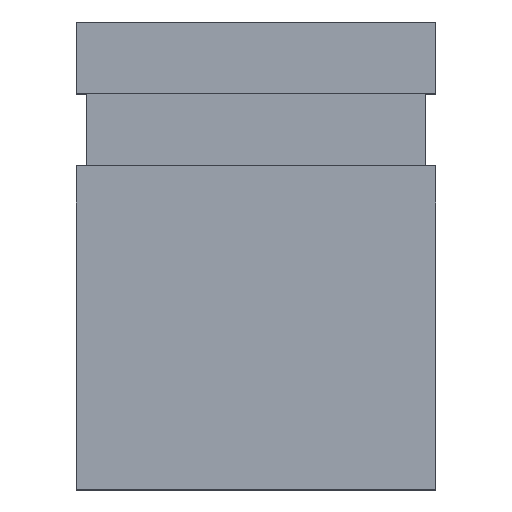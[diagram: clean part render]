
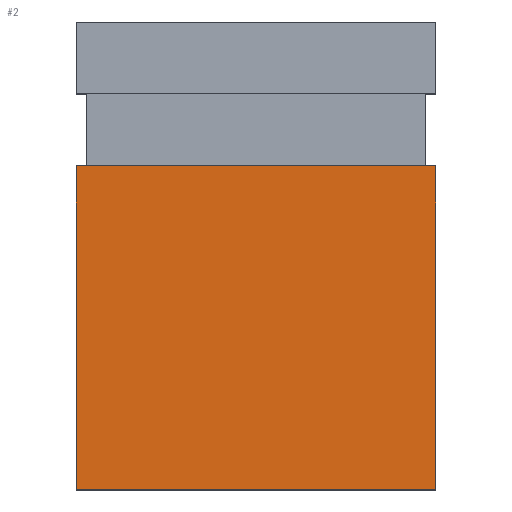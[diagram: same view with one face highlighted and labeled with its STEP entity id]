
A CAD part, top view. The second image highlights one B-rep face of the part: STEP entity #2.
In plain terms, the highlighted planar face has unit normal (0, 0, 1).
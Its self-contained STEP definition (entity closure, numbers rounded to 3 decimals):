
#2 = ADVANCED_FACE ( 'NONE', ( #263 ), #262, .T. ) ;
#4 = EDGE_LOOP ( 'NONE', ( #9, #13, #6, #7 ) ) ;
#6 = ORIENTED_EDGE ( 'NONE', *, *, #137, .T. ) ;
#7 = ORIENTED_EDGE ( 'NONE', *, *, #8, .T. ) ;
#8 = EDGE_CURVE ( 'NONE', #139, #159, #253, .T. ) ;
#9 = ORIENTED_EDGE ( 'NONE', *, *, #158, .T. ) ;
#13 = ORIENTED_EDGE ( 'NONE', *, *, #14, .T. ) ;
#14 = EDGE_CURVE ( 'NONE', #156, #138, #126, .T. ) ;
#123 = DIRECTION ( 'NONE',  ( -1., 0., 0. ) ) ;
#124 = VECTOR ( 'NONE', #123, 1000. ) ;
#125 = CARTESIAN_POINT ( 'NONE',  ( -2.5, 1.25, 1.175 ) ) ;
#126 = LINE ( 'NONE', #125, #124 ) ;
#137 = EDGE_CURVE ( 'NONE', #138, #139, #498, .T. ) ;
#138 = VERTEX_POINT ( 'NONE', #552 ) ;
#139 = VERTEX_POINT ( 'NONE', #551 ) ;
#156 = VERTEX_POINT ( 'NONE', #312 ) ;
#158 = EDGE_CURVE ( 'NONE', #159, #156, #311, .T. ) ;
#159 = VERTEX_POINT ( 'NONE', #490 ) ;
#250 = DIRECTION ( 'NONE',  ( 1., 0., 0. ) ) ;
#251 = VECTOR ( 'NONE', #250, 1000. ) ;
#252 = CARTESIAN_POINT ( 'NONE',  ( -2.5, -3.25, 1.175 ) ) ;
#253 = LINE ( 'NONE', #252, #251 ) ;
#258 = DIRECTION ( 'NONE',  ( 1., 0., 0. ) ) ;
#259 = DIRECTION ( 'NONE',  ( 0., 0., 1. ) ) ;
#260 = CARTESIAN_POINT ( 'NONE',  ( -2.5, -3.25, 1.175 ) ) ;
#261 = AXIS2_PLACEMENT_3D ( 'NONE', #260, #259, #258 ) ;
#262 = PLANE ( 'NONE',  #261 ) ;
#263 = FACE_OUTER_BOUND ( 'NONE', #4, .T. ) ;
#309 = VECTOR ( 'NONE', #491, 1000. ) ;
#310 = CARTESIAN_POINT ( 'NONE',  ( 2.5, 3.25, 1.175 ) ) ;
#311 = LINE ( 'NONE', #310, #309 ) ;
#312 = CARTESIAN_POINT ( 'NONE',  ( 2.5, 1.25, 1.175 ) ) ;
#490 = CARTESIAN_POINT ( 'NONE',  ( 2.5, -3.25, 1.175 ) ) ;
#491 = DIRECTION ( 'NONE',  ( 0., 1., 0. ) ) ;
#492 = DIRECTION ( 'NONE',  ( 0., -1., 0. ) ) ;
#493 = VECTOR ( 'NONE', #492, 1000. ) ;
#494 = CARTESIAN_POINT ( 'NONE',  ( -2.5, 3.25, 1.175 ) ) ;
#498 = LINE ( 'NONE', #494, #493 ) ;
#551 = CARTESIAN_POINT ( 'NONE',  ( -2.5, -3.25, 1.175 ) ) ;
#552 = CARTESIAN_POINT ( 'NONE',  ( -2.5, 1.25, 1.175 ) ) ;
